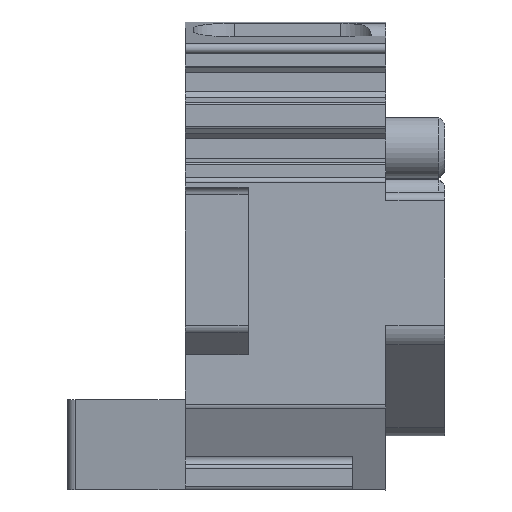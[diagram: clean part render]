
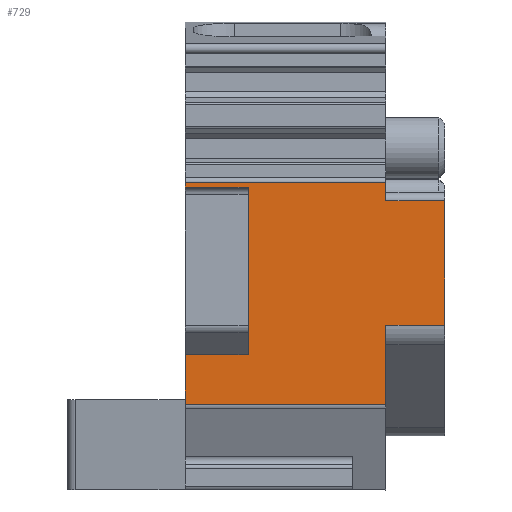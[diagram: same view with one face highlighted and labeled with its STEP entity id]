
A CAD part, front view. The second image highlights one B-rep face of the part: STEP entity #729.
In plain terms, the highlighted planar face has unit normal (0, -1, 0).
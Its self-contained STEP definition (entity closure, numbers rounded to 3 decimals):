
#645=AXIS2_PLACEMENT_3D('Plane Axis2P3D',#642,#643,#644) ;
#145=CARTESIAN_POINT('Vertex',(6.,0.,4.366)) ;
#148=CARTESIAN_POINT('Line Origine',(6.,0.,5.626)) ;
#152=CARTESIAN_POINT('Vertex',(6.,0.,6.887)) ;
#627=CARTESIAN_POINT('Vertex',(16.2,0.,4.366)) ;
#630=CARTESIAN_POINT('Line Origine',(16.2,0.,4.366)) ;
#642=CARTESIAN_POINT('Axis2P3D Location',(16.2,0.,15.652)) ;
#647=CARTESIAN_POINT('Line Origine',(7.6,0.,15.404)) ;
#651=CARTESIAN_POINT('Vertex',(9.2,0.,15.404)) ;
#653=CARTESIAN_POINT('Vertex',(6.,0.,15.404)) ;
#656=CARTESIAN_POINT('Line Origine',(9.2,0.,11.145)) ;
#660=CARTESIAN_POINT('Vertex',(9.2,0.,6.887)) ;
#663=CARTESIAN_POINT('Line Origine',(7.6,0.,6.887)) ;
#668=CARTESIAN_POINT('Line Origine',(16.2,0.,6.376)) ;
#672=CARTESIAN_POINT('Vertex',(16.2,0.,8.387)) ;
#675=CARTESIAN_POINT('Line Origine',(17.7,0.,8.387)) ;
#679=CARTESIAN_POINT('Vertex',(19.2,0.,8.387)) ;
#682=CARTESIAN_POINT('Line Origine',(19.2,0.,11.545)) ;
#686=CARTESIAN_POINT('Vertex',(19.2,0.,14.704)) ;
#689=CARTESIAN_POINT('Line Origine',(17.7,0.,14.704)) ;
#693=CARTESIAN_POINT('Vertex',(16.2,0.,14.704)) ;
#696=CARTESIAN_POINT('Line Origine',(16.2,0.,15.178)) ;
#700=CARTESIAN_POINT('Vertex',(16.2,0.,15.652)) ;
#703=CARTESIAN_POINT('Line Origine',(11.1,0.,15.652)) ;
#707=CARTESIAN_POINT('Vertex',(6.,0.,15.652)) ;
#710=CARTESIAN_POINT('Line Origine',(6.,0.,15.528)) ;
#149=DIRECTION('Vector Direction',(0.,0.,-1.)) ;
#631=DIRECTION('Vector Direction',(1.,0.,0.)) ;
#643=DIRECTION('Axis2P3D Direction',(-0.,1.,0.)) ;
#644=DIRECTION('Axis2P3D XDirection',(0.,-0.,1.)) ;
#648=DIRECTION('Vector Direction',(-1.,0.,0.)) ;
#657=DIRECTION('Vector Direction',(0.,0.,-1.)) ;
#664=DIRECTION('Vector Direction',(1.,0.,0.)) ;
#669=DIRECTION('Vector Direction',(0.,0.,-1.)) ;
#676=DIRECTION('Vector Direction',(-1.,0.,0.)) ;
#683=DIRECTION('Vector Direction',(0.,0.,-1.)) ;
#690=DIRECTION('Vector Direction',(-1.,0.,0.)) ;
#697=DIRECTION('Vector Direction',(0.,0.,-1.)) ;
#704=DIRECTION('Vector Direction',(-1.,0.,0.)) ;
#711=DIRECTION('Vector Direction',(0.,0.,-1.)) ;
#150=VECTOR('Line Direction',#149,1.) ;
#632=VECTOR('Line Direction',#631,1.) ;
#649=VECTOR('Line Direction',#648,1.) ;
#658=VECTOR('Line Direction',#657,1.) ;
#665=VECTOR('Line Direction',#664,1.) ;
#670=VECTOR('Line Direction',#669,1.) ;
#677=VECTOR('Line Direction',#676,1.) ;
#684=VECTOR('Line Direction',#683,1.) ;
#691=VECTOR('Line Direction',#690,1.) ;
#698=VECTOR('Line Direction',#697,1.) ;
#705=VECTOR('Line Direction',#704,1.) ;
#712=VECTOR('Line Direction',#711,1.) ;
#716=ORIENTED_EDGE('',*,*,#655,.F.) ;
#717=ORIENTED_EDGE('',*,*,#662,.T.) ;
#718=ORIENTED_EDGE('',*,*,#667,.F.) ;
#719=ORIENTED_EDGE('',*,*,#154,.T.) ;
#720=ORIENTED_EDGE('',*,*,#634,.F.) ;
#721=ORIENTED_EDGE('',*,*,#674,.F.) ;
#722=ORIENTED_EDGE('',*,*,#681,.F.) ;
#723=ORIENTED_EDGE('',*,*,#688,.F.) ;
#724=ORIENTED_EDGE('',*,*,#695,.T.) ;
#725=ORIENTED_EDGE('',*,*,#702,.F.) ;
#726=ORIENTED_EDGE('',*,*,#709,.T.) ;
#727=ORIENTED_EDGE('',*,*,#714,.T.) ;
#729=ADVANCED_FACE('MLD',(#728),#646,.F.) ;
#154=EDGE_CURVE('',#153,#146,#151,.T.) ;
#634=EDGE_CURVE('',#628,#146,#633,.F.) ;
#655=EDGE_CURVE('',#652,#654,#650,.T.) ;
#662=EDGE_CURVE('',#652,#661,#659,.T.) ;
#667=EDGE_CURVE('',#153,#661,#666,.T.) ;
#674=EDGE_CURVE('',#673,#628,#671,.T.) ;
#681=EDGE_CURVE('',#680,#673,#678,.T.) ;
#688=EDGE_CURVE('',#687,#680,#685,.T.) ;
#695=EDGE_CURVE('',#687,#694,#692,.T.) ;
#702=EDGE_CURVE('',#701,#694,#699,.T.) ;
#709=EDGE_CURVE('',#701,#708,#706,.T.) ;
#714=EDGE_CURVE('',#708,#654,#713,.T.) ;
#715=EDGE_LOOP('',(#716,#717,#718,#719,#720,#721,#722,#723,#724,#725,#726,#727)) ;
#728=FACE_OUTER_BOUND('',#715,.T.) ;
#151=LINE('Line',#148,#150) ;
#633=LINE('Line',#630,#632) ;
#650=LINE('Line',#647,#649) ;
#659=LINE('Line',#656,#658) ;
#666=LINE('Line',#663,#665) ;
#671=LINE('Line',#668,#670) ;
#678=LINE('Line',#675,#677) ;
#685=LINE('Line',#682,#684) ;
#692=LINE('Line',#689,#691) ;
#699=LINE('Line',#696,#698) ;
#706=LINE('Line',#703,#705) ;
#713=LINE('Line',#710,#712) ;
#646=PLANE('',#645) ;
#146=VERTEX_POINT('',#145) ;
#153=VERTEX_POINT('',#152) ;
#628=VERTEX_POINT('',#627) ;
#652=VERTEX_POINT('',#651) ;
#654=VERTEX_POINT('',#653) ;
#661=VERTEX_POINT('',#660) ;
#673=VERTEX_POINT('',#672) ;
#680=VERTEX_POINT('',#679) ;
#687=VERTEX_POINT('',#686) ;
#694=VERTEX_POINT('',#693) ;
#701=VERTEX_POINT('',#700) ;
#708=VERTEX_POINT('',#707) ;
